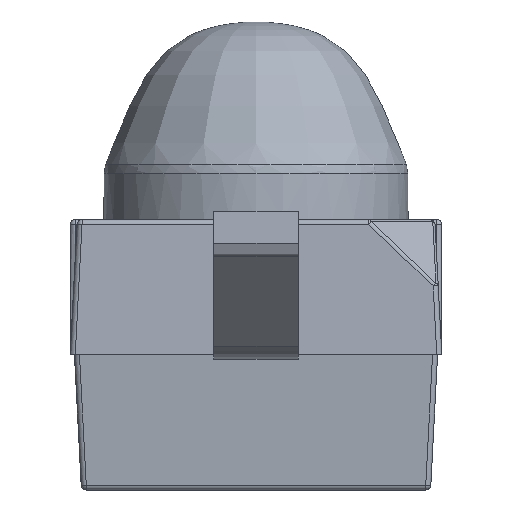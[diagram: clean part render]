
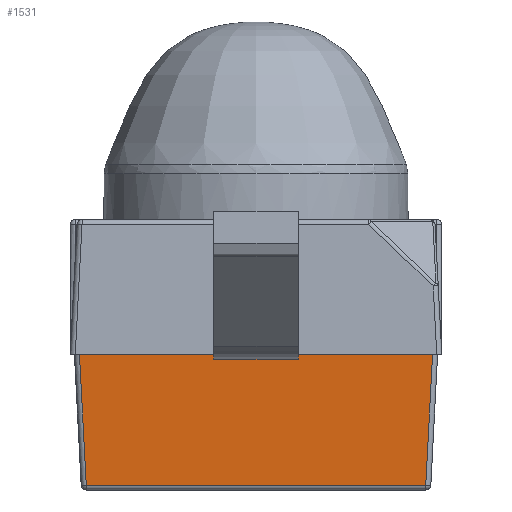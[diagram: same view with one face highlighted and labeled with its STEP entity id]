
A CAD part, left-side view. The second image highlights one B-rep face of the part: STEP entity #1531.
In plain terms, the highlighted planar face has unit normal (-0.999, 0, -0.052).
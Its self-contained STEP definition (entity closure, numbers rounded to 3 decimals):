
#49=PLANE('',#1656);
#92=LINE('',#2322,#239);
#95=LINE('',#2337,#242);
#97=LINE('',#2340,#244);
#104=LINE('',#2352,#251);
#105=LINE('',#2354,#252);
#106=LINE('',#2356,#253);
#107=LINE('',#2358,#254);
#108=LINE('',#2359,#255);
#239=VECTOR('',#1839,10.);
#242=VECTOR('',#1856,10.);
#244=VECTOR('',#1860,10.);
#251=VECTOR('',#1875,10.);
#252=VECTOR('',#1876,10.);
#253=VECTOR('',#1877,10.);
#254=VECTOR('',#1878,10.);
#255=VECTOR('',#1879,10.);
#450=FACE_OUTER_BOUND('',#545,.T.);
#545=EDGE_LOOP('',(#1098,#1099,#1100,#1101,#1102,#1103,#1104,#1105));
#698=VERTEX_POINT('',#2311);
#701=VERTEX_POINT('',#2318);
#705=VERTEX_POINT('',#2330);
#707=VERTEX_POINT('',#2335);
#708=VERTEX_POINT('',#2351);
#709=VERTEX_POINT('',#2353);
#710=VERTEX_POINT('',#2355);
#711=VERTEX_POINT('',#2357);
#840=EDGE_CURVE('',#698,#701,#92,.T.);
#847=EDGE_CURVE('',#707,#705,#95,.T.);
#849=EDGE_CURVE('',#705,#698,#97,.T.);
#856=EDGE_CURVE('',#707,#708,#104,.T.);
#857=EDGE_CURVE('',#708,#709,#105,.T.);
#858=EDGE_CURVE('',#709,#710,#106,.T.);
#859=EDGE_CURVE('',#710,#711,#107,.T.);
#860=EDGE_CURVE('',#701,#711,#108,.T.);
#1098=ORIENTED_EDGE('',*,*,#840,.F.);
#1099=ORIENTED_EDGE('',*,*,#849,.F.);
#1100=ORIENTED_EDGE('',*,*,#847,.F.);
#1101=ORIENTED_EDGE('',*,*,#856,.T.);
#1102=ORIENTED_EDGE('',*,*,#857,.T.);
#1103=ORIENTED_EDGE('',*,*,#858,.T.);
#1104=ORIENTED_EDGE('',*,*,#859,.T.);
#1105=ORIENTED_EDGE('',*,*,#860,.F.);
#1531=ADVANCED_FACE('',(#450),#49,.T.);
#1656=AXIS2_PLACEMENT_3D('',#2350,#1873,#1874);
#1839=DIRECTION('',(-0.052,0.052,0.997));
#1856=DIRECTION('',(0.052,0.052,-0.997));
#1860=DIRECTION('',(0.,1.,0.));
#1873=DIRECTION('center_axis',(-0.999,0.,-0.052));
#1874=DIRECTION('ref_axis',(0.,1.,0.));
#1875=DIRECTION('',(0.,1.,0.));
#1876=DIRECTION('',(0.052,0.,-0.999));
#1877=DIRECTION('',(0.,1.,0.));
#1878=DIRECTION('',(-0.052,0.,0.999));
#1879=DIRECTION('',(0.,-1.,0.));
#2311=CARTESIAN_POINT('',(-1.035,1.005,0.028));
#2318=CARTESIAN_POINT('',(-1.075,1.045,0.8));
#2322=CARTESIAN_POINT('',(-1.072,1.042,0.746));
#2330=CARTESIAN_POINT('',(-1.035,-1.005,0.028));
#2335=CARTESIAN_POINT('',(-1.075,-1.045,0.8));
#2337=CARTESIAN_POINT('',(-1.072,-1.042,0.746));
#2340=CARTESIAN_POINT('',(-1.035,0.538,0.028));
#2350=CARTESIAN_POINT('Origin',(-1.075,1.075,0.8));
#2351=CARTESIAN_POINT('',(-1.075,-0.25,0.8));
#2352=CARTESIAN_POINT('',(-1.075,0.538,0.8));
#2353=CARTESIAN_POINT('',(-1.074,-0.25,0.775));
#2354=CARTESIAN_POINT('',(-1.086,-0.25,1.016));
#2355=CARTESIAN_POINT('',(-1.074,0.25,0.775));
#2356=CARTESIAN_POINT('',(-1.074,0.538,0.775));
#2357=CARTESIAN_POINT('',(-1.075,0.25,0.8));
#2358=CARTESIAN_POINT('',(-1.086,0.25,1.016));
#2359=CARTESIAN_POINT('',(-1.075,0.538,0.8));
